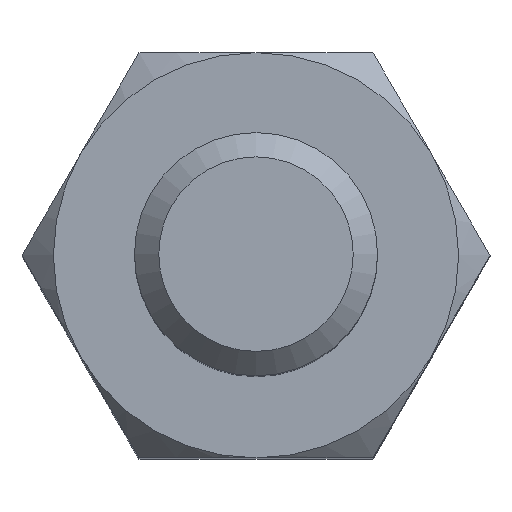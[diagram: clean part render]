
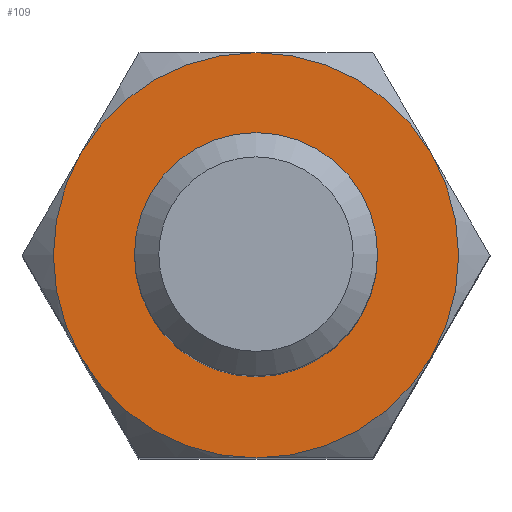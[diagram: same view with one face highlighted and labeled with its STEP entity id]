
A CAD part, top view. The second image highlights one B-rep face of the part: STEP entity #109.
In plain terms, the highlighted planar face has unit normal (0, 0, 1).
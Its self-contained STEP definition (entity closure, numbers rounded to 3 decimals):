
#109 = ADVANCED_FACE( '', ( #226, #227 ), #228, .T. );
#226 = FACE_BOUND( '', #338, .T. );
#227 = FACE_OUTER_BOUND( '', #339, .T. );
#228 = PLANE( '', #340 );
#338 = EDGE_LOOP( '', ( #551 ) );
#339 = EDGE_LOOP( '', ( #552, #553, #554, #555, #556, #557 ) );
#340 = AXIS2_PLACEMENT_3D( '', #558, #559, #560 );
#551 = ORIENTED_EDGE( '', *, *, #654, .T. );
#552 = ORIENTED_EDGE( '', *, *, #651, .F. );
#553 = ORIENTED_EDGE( '', *, *, #661, .F. );
#554 = ORIENTED_EDGE( '', *, *, #662, .F. );
#555 = ORIENTED_EDGE( '', *, *, #657, .T. );
#556 = ORIENTED_EDGE( '', *, *, #663, .F. );
#557 = ORIENTED_EDGE( '', *, *, #631, .F. );
#558 = CARTESIAN_POINT( '', ( 0., 0., 0. ) );
#559 = DIRECTION( '', ( 0., 0., 1. ) );
#560 = DIRECTION( '', ( 1., 0., 0. ) );
#631 = EDGE_CURVE( '', #743, #740, #745, .F. );
#651 = EDGE_CURVE( '', #686, #743, #769, .F. );
#654 = EDGE_CURVE( '', #772, #772, #773, .F. );
#657 = EDGE_CURVE( '', #731, #699, #776, .T. );
#661 = EDGE_CURVE( '', #750, #686, #780, .F. );
#662 = EDGE_CURVE( '', #731, #750, #781, .F. );
#663 = EDGE_CURVE( '', #740, #699, #782, .F. );
#686 = VERTEX_POINT( '', #824 );
#699 = VERTEX_POINT( '', #863 );
#731 = VERTEX_POINT( '', #932 );
#740 = VERTEX_POINT( '', #953 );
#743 = VERTEX_POINT( '', #961 );
#745 = CIRCLE( '', #970, 2.5 );
#750 = VERTEX_POINT( '', #987 );
#769 = CIRCLE( '', #1038, 2.5 );
#772 = VERTEX_POINT( '', #1041 );
#773 = CIRCLE( '', #1042, 1.3 );
#776 = CIRCLE( '', #1045, 2.5 );
#780 = CIRCLE( '', #1049, 2.5 );
#781 = CIRCLE( '', #1050, 2.5 );
#782 = CIRCLE( '', #1051, 2.5 );
#824 = CARTESIAN_POINT( '', ( 2.165, -1.25, 0. ) );
#863 = CARTESIAN_POINT( '', ( -2.165, 1.25, 0. ) );
#932 = CARTESIAN_POINT( '', ( 0., 2.5, 0. ) );
#953 = CARTESIAN_POINT( '', ( -2.165, -1.25, 0. ) );
#961 = CARTESIAN_POINT( '', ( 0., -2.5, 0. ) );
#970 = AXIS2_PLACEMENT_3D( '', #1093, #1094, #1095 );
#987 = CARTESIAN_POINT( '', ( 2.165, 1.25, 0. ) );
#1038 = AXIS2_PLACEMENT_3D( '', #1112, #1113, #1114 );
#1041 = CARTESIAN_POINT( '', ( 1.3, 0., 0. ) );
#1042 = AXIS2_PLACEMENT_3D( '', #1115, #1116, #1117 );
#1045 = AXIS2_PLACEMENT_3D( '', #1118, #1119, #1120 );
#1049 = AXIS2_PLACEMENT_3D( '', #1121, #1122, #1123 );
#1050 = AXIS2_PLACEMENT_3D( '', #1124, #1125, #1126 );
#1051 = AXIS2_PLACEMENT_3D( '', #1127, #1128, #1129 );
#1093 = CARTESIAN_POINT( '', ( 0., 0., 0. ) );
#1094 = DIRECTION( '', ( 0., 0., 1. ) );
#1095 = DIRECTION( '', ( 1., 0., 0. ) );
#1112 = CARTESIAN_POINT( '', ( 0., 0., 0. ) );
#1113 = DIRECTION( '', ( 0., 0., 1. ) );
#1114 = DIRECTION( '', ( 1., 0., 0. ) );
#1115 = CARTESIAN_POINT( '', ( 0., 0., 0. ) );
#1116 = DIRECTION( '', ( 0., 0., 1. ) );
#1117 = DIRECTION( '', ( 1., 0., 0. ) );
#1118 = CARTESIAN_POINT( '', ( 0., 0., 0. ) );
#1119 = DIRECTION( '', ( 0., 0., 1. ) );
#1120 = DIRECTION( '', ( 1., 0., 0. ) );
#1121 = CARTESIAN_POINT( '', ( 0., 0., 0. ) );
#1122 = DIRECTION( '', ( 0., 0., 1. ) );
#1123 = DIRECTION( '', ( 1., 0., 0. ) );
#1124 = CARTESIAN_POINT( '', ( 0., 0., 0. ) );
#1125 = DIRECTION( '', ( 0., 0., 1. ) );
#1126 = DIRECTION( '', ( 1., 0., 0. ) );
#1127 = CARTESIAN_POINT( '', ( 0., 0., 0. ) );
#1128 = DIRECTION( '', ( 0., 0., 1. ) );
#1129 = DIRECTION( '', ( 1., 0., 0. ) );
